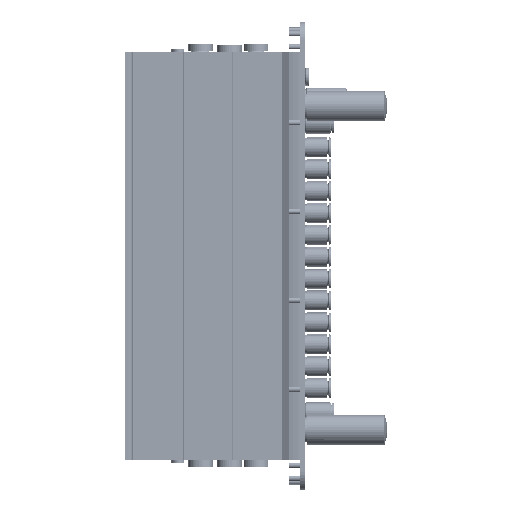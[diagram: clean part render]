
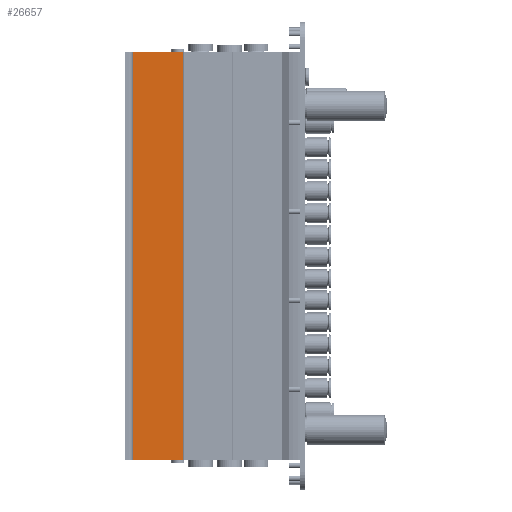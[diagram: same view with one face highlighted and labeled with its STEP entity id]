
A CAD part, front view. The second image highlights one B-rep face of the part: STEP entity #26657.
In plain terms, the highlighted planar face has unit normal (0, -1, 0).
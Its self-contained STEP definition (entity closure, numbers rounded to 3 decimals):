
#4509=FACE_OUTER_BOUND('',#6651,.T.);
#6651=EDGE_LOOP('',(#20639,#20640,#20641,#20642));
#8503=LINE('',#40415,#10420);
#8591=LINE('',#40755,#10508);
#8732=LINE('',#42610,#10649);
#8733=LINE('',#42612,#10650);
#10420=VECTOR('',#31949,10.);
#10508=VECTOR('',#32261,10.);
#10649=VECTOR('',#34224,10.);
#10650=VECTOR('',#34227,10.);
#12328=VERTEX_POINT('',#40412);
#12329=VERTEX_POINT('',#40414);
#12468=VERTEX_POINT('',#40752);
#12469=VERTEX_POINT('',#40754);
#15075=EDGE_CURVE('',#12329,#12328,#8503,.T.);
#15244=EDGE_CURVE('',#12469,#12468,#8591,.T.);
#15849=EDGE_CURVE('',#12468,#12329,#8732,.T.);
#15850=EDGE_CURVE('',#12469,#12328,#8733,.T.);
#20639=ORIENTED_EDGE('',*,*,#15075,.T.);
#20640=ORIENTED_EDGE('',*,*,#15850,.F.);
#20641=ORIENTED_EDGE('',*,*,#15244,.T.);
#20642=ORIENTED_EDGE('',*,*,#15849,.T.);
#25405=PLANE('',#29076);
#26657=ADVANCED_FACE('',(#4509),#25405,.T.);
#29076=AXIS2_PLACEMENT_3D('',#42611,#34225,#34226);
#31949=DIRECTION('',(-1.,0.,0.));
#32261=DIRECTION('',(1.,0.,0.));
#34224=DIRECTION('',(0.,0.,1.));
#34225=DIRECTION('center_axis',(0.,-1.,0.));
#34226=DIRECTION('ref_axis',(0.,0.,-1.));
#34227=DIRECTION('',(0.,0.,1.));
#40412=CARTESIAN_POINT('',(87.5,-33.8,298.));
#40414=CARTESIAN_POINT('',(124.,-33.8,298.));
#40415=CARTESIAN_POINT('',(87.5,-33.8,298.));
#40752=CARTESIAN_POINT('',(124.,-33.8,0.));
#40754=CARTESIAN_POINT('',(87.5,-33.8,0.));
#40755=CARTESIAN_POINT('',(87.5,-33.8,0.));
#42610=CARTESIAN_POINT('',(124.,-33.8,0.));
#42611=CARTESIAN_POINT('Origin',(124.,-33.8,0.));
#42612=CARTESIAN_POINT('',(87.5,-33.8,0.));
